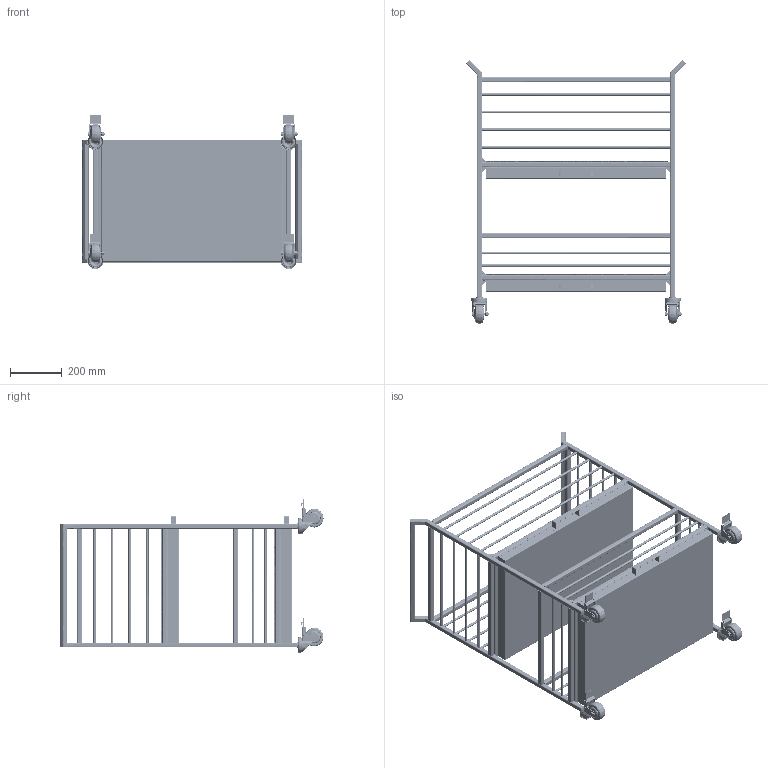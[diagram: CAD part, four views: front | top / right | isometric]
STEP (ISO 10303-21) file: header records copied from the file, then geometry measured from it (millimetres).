
FILE_DESCRIPTION(('FreeCAD Model'),'2;1');
FILE_NAME('Open CASCADE Shape Model','2025-04-29T23:12:39',('FreeCAD'),( 'FreeCAD'),'Open CASCADE STEP processor 7.6','FreeCAD','Unknown');
FILE_SCHEMA(('AUTOMOTIVE_DESIGN { 1 0 10303 214 1 1 1 1 }'));
Products named in the file (1): Open CASCADE STEP translator 7.6 1
Bounding box: 843.2 x 1011.97 x 592.76 mm (x, y, z)
Volume: 3645675.2 mm3; surface area: 5205727.5 mm2
Topology: 152 solids, 152 shells, 8714 faces, 23930 edges, 13012 vertices
Faces by surface type: bspline 8714
Entity records: 293760 total; most frequent: CARTESIAN_POINT 171281, ORIENTED_EDGE 47860, EDGE_CURVE 23930, VERTEX_POINT 13012, B_SPLINE_CURVE_WITH_KNOTS 9134, FACE_BOUND 9038, EDGE_LOOP 9038, ADVANCED_FACE 8714
